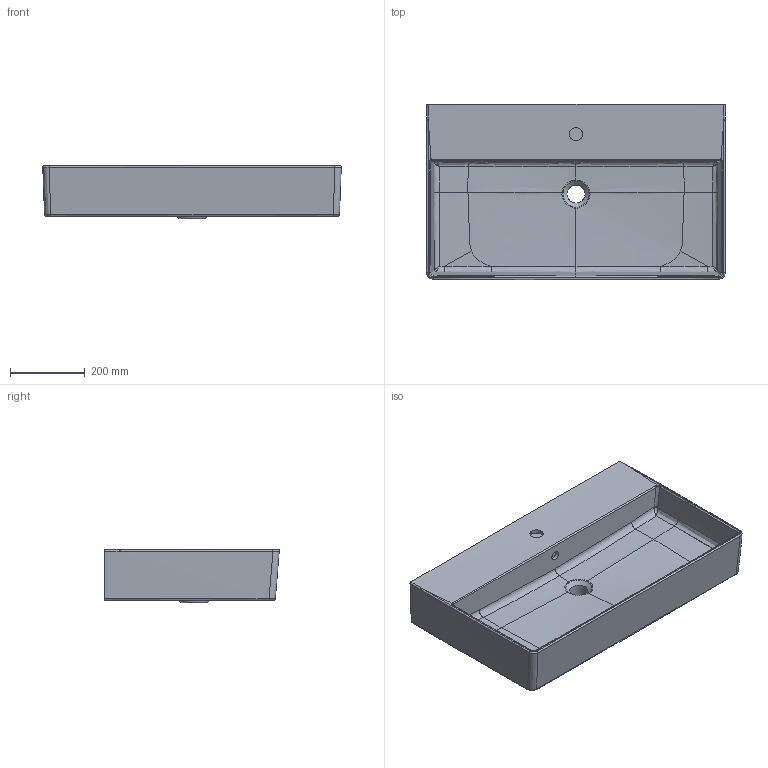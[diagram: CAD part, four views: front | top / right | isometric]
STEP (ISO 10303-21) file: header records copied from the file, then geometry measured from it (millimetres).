
FILE_DESCRIPTION(/* description */ (''),/* implementation_level */ '2;1');
FILE_NAME(/* name */ '4A2280_Memento 2.0 WT 80.stp',/* time_stamp */ '2018-11-27T08:39:31+01:00',/* author */ (''),/* organization */ (''),/* preprocessor_version */ 'ST-DEVELOPER v16',/* originating_system */ 'SIEMENS PLM Software NX 10.0',/* authorisation */ '');
FILE_SCHEMA (('AUTOMOTIVE_DESIGN { 1 0 10303 214 3 1 1 1 }'));
Length unit declared in the file: millimetre
Products named in the file (1): Sier17709A9Du88t
Bounding box: 799.08 x 469.41 x 143.58 mm (x, y, z)
Volume: 25836553.1 mm3; surface area: 1227275.6 mm2
Topology: 1 solids, 1 shells, 159 faces, 388 edges, 230 vertices
Faces by surface type: bspline 120, plane 11, cone 11, torus 11, extrusion 3, sphere 2, cylinder 1
Full cylindrical faces by diameter (mm): 48.48 x1
Entity records: 12247 total; most frequent: CARTESIAN_POINT 9599, ORIENTED_EDGE 732, EDGE_CURVE 366, DIRECTION 265, VERTEX_POINT 223, B_SPLINE_CURVE_WITH_KNOTS 219, EDGE_LOOP 175, ADVANCED_FACE 159
